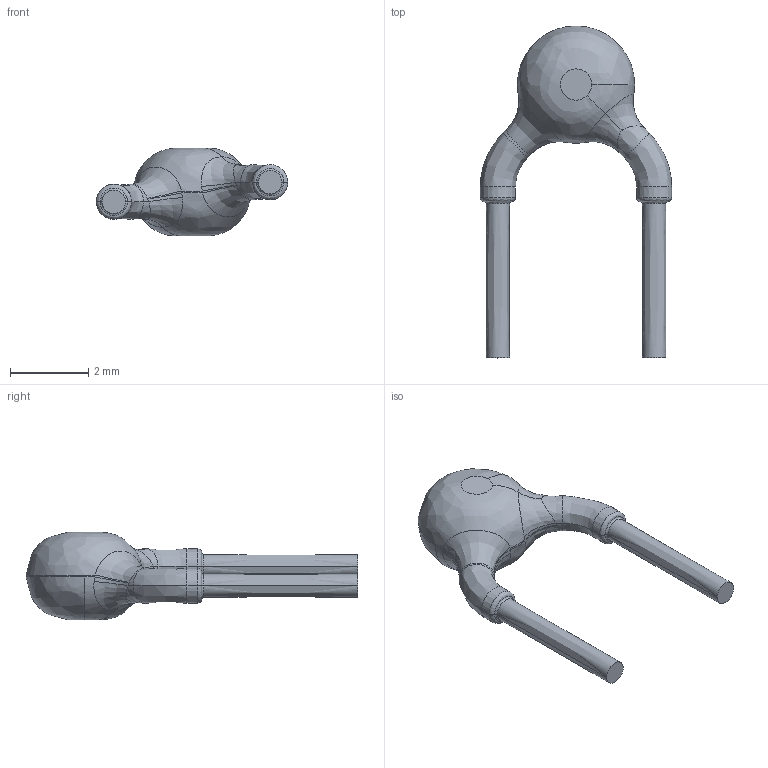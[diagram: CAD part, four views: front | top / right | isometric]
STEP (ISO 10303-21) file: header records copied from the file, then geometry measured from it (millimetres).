
FILE_DESCRIPTION((''),'2;1');
FILE_NAME('CDISK_P4X0-5_D3_TH2-25','2019-02-11T',('Dragos'),(''),'PRO/ENGINEER BY PARAMETRIC TECHNOLOGY CORPORATION, 2004440','PRO/ENGINEER BY PARAMETRIC TECHNOLOGY CORPORATION, 2004440','');
FILE_SCHEMA(('AUTOMOTIVE_DESIGN { 1 0 10303 214 1 1 1 1 }'));
Length unit declared in the file: millimetre
Products named in the file (1): CDISK_P4X0-5_D3_TH2-25
Bounding box: 4.9 x 8.5 x 2.25 mm (x, y, z)
Volume: 17.3 mm3; surface area: 53.3 mm2
Topology: 1 solids, 1 shells, 48 faces, 123 edges, 84 vertices
Faces by surface type: bspline 42, plane 4, cylinder 2
Entity records: 4310 total; most frequent: CARTESIAN_POINT 2890, ORIENTED_EDGE 208, PRESENTATION_STYLE_ASSIGNMENT 137, STYLED_ITEM 131, CURVE_STYLE 130, EDGE_CURVE 104, DIRECTION 95, B_SPLINE_CURVE_WITH_KNOTS 70
